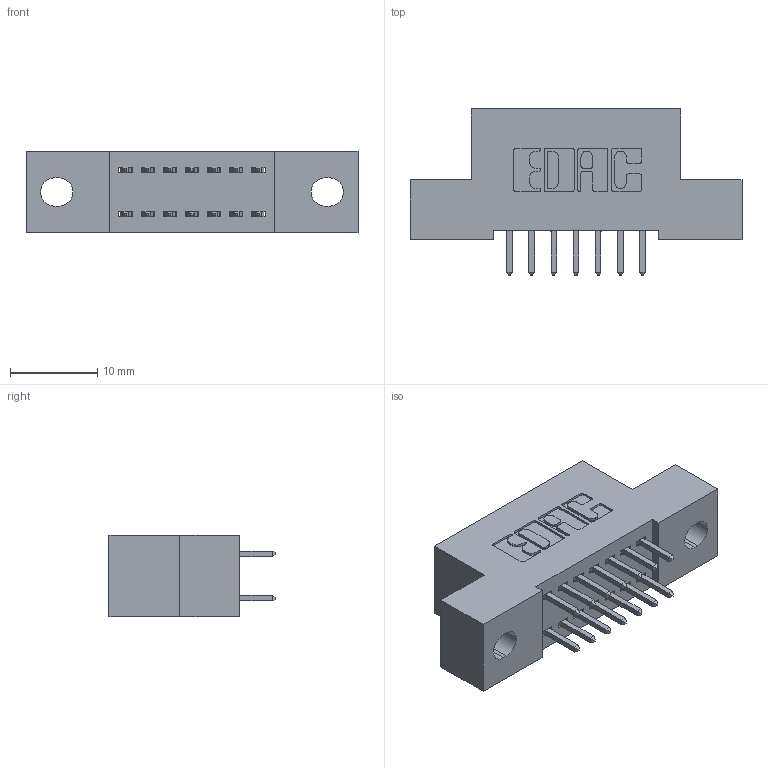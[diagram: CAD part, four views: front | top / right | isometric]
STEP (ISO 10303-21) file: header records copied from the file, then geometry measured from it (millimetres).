
FILE_DESCRIPTION (( 'STEP AP203' ), '1' );
FILE_NAME ('392-014-521-202.STEP', '2019-10-07T02:07:04', ( '' ), ( '' ), 'SwSTEP 2.0', 'SolidWorks 2016', '' );
FILE_SCHEMA (( 'CONFIG_CONTROL_DESIGN' ));
Length unit declared in the file: inch
Products named in the file (3): 342 Part_.128 Slot; 345-292-001_345-293-121; 392-014-521-202
Assembly tree (15 placements, depth 2):
  392-014-521-202
    342 Part_.128 Slot
    345-292-001_345-293-121  x14
Bounding box: 38.1 x 19.06 x 9.4 mm (x, y, z)
Volume: 3199.8 mm3; surface area: 4066.8 mm2
Topology: 15 solids, 15 shells, 842 faces, 2481 edges, 1634 vertices
Faces by surface type: plane 574, cylinder 268
Entity records: 9051 total; most frequent: CARTESIAN_POINT 1542, ORIENTED_EDGE 1478, DIRECTION 1379, EDGE_CURVE 739, VECTOR 611, LINE 611, VERTEX_POINT 490, AXIS2_PLACEMENT_3D 384
